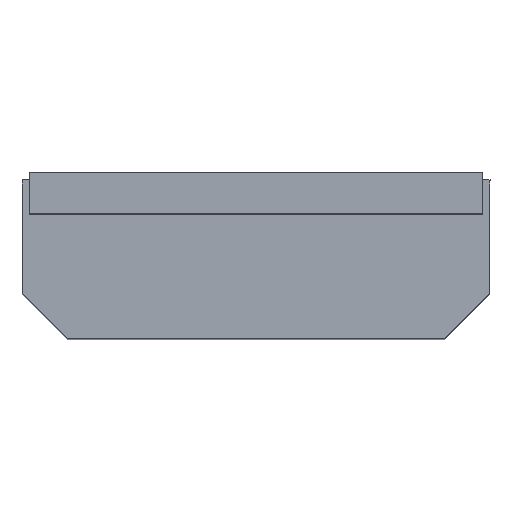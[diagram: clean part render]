
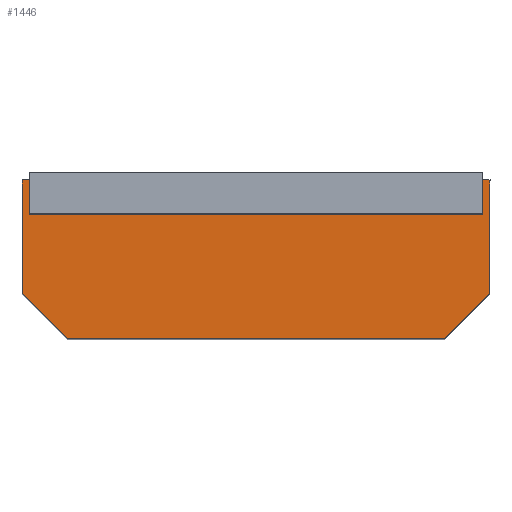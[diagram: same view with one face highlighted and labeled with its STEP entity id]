
A CAD part, top view. The second image highlights one B-rep face of the part: STEP entity #1446.
In plain terms, the highlighted planar face has unit normal (0, 0, 1).
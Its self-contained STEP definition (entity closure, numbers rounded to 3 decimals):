
#1173=CARTESIAN_POINT('',(4.999,-1.118,5.121));
#1172=VERTEX_POINT('',#1173);
#1183=CARTESIAN_POINT('',(-0.427,-1.118,5.121));
#1182=VERTEX_POINT('',#1183);
#1181=EDGE_CURVE('',#1182,#1172,#1186,.T.);
#1186=LINE('',#1183,#1188);
#1188=VECTOR('',#1189,5.425);
#1189=DIRECTION('',(1.0,0.0,0.0));
#1222=CARTESIAN_POINT('',(5.651,-0.465,5.121));
#1221=VERTEX_POINT('',#1222);
#1230=EDGE_CURVE('',#1172,#1221,#1235,.T.);
#1235=LINE('',#1173,#1237);
#1237=VECTOR('',#1238,0.923);
#1238=DIRECTION('',(0.707,0.707,0.0));
#1271=CARTESIAN_POINT('',(5.652,1.168,5.121));
#1270=VERTEX_POINT('',#1271);
#1279=EDGE_CURVE('',#1221,#1270,#1284,.T.);
#1284=LINE('',#1222,#1286);
#1286=VECTOR('',#1287,1.633);
#1287=DIRECTION('',(0.0,1.0,0.0));
#1320=CARTESIAN_POINT('',(-1.079,1.168,5.121));
#1319=VERTEX_POINT('',#1320);
#1328=EDGE_CURVE('',#1270,#1319,#1333,.T.);
#1333=LINE('',#1271,#1335);
#1335=VECTOR('',#1336,6.731);
#1336=DIRECTION('',(-1.0,0.0,0.0));
#1369=CARTESIAN_POINT('',(-1.08,-0.465,5.121));
#1368=VERTEX_POINT('',#1369);
#1377=EDGE_CURVE('',#1319,#1368,#1382,.T.);
#1382=LINE('',#1320,#1384);
#1384=VECTOR('',#1385,1.633);
#1385=DIRECTION('',(0.0,-1.0,0.0));
#1426=EDGE_CURVE('',#1368,#1182,#1431,.T.);
#1431=LINE('',#1369,#1433);
#1433=VECTOR('',#1434,0.923);
#1434=DIRECTION('',(0.707,-0.707,0.0));
#1446=ADVANCED_FACE('',(#1452),#1447,.T.);
#1447=PLANE('',#1448);
#1448=AXIS2_PLACEMENT_3D('',#1449,#1450,#1451);
#1449=CARTESIAN_POINT('',(5.652,1.168,5.121));
#1450=DIRECTION('',(0.0,0.0,1.0));
#1451=DIRECTION('',(0.,1.,0.));
#1452=FACE_OUTER_BOUND('',#1453,.T.);
#1453=EDGE_LOOP('',(#1454,#1464,#1474,#1484,#1494,#1504));
#1454=ORIENTED_EDGE('',*,*,#1328,.T.);
#1464=ORIENTED_EDGE('',*,*,#1377,.T.);
#1474=ORIENTED_EDGE('',*,*,#1426,.T.);
#1484=ORIENTED_EDGE('',*,*,#1181,.T.);
#1494=ORIENTED_EDGE('',*,*,#1230,.T.);
#1504=ORIENTED_EDGE('',*,*,#1279,.T.);
